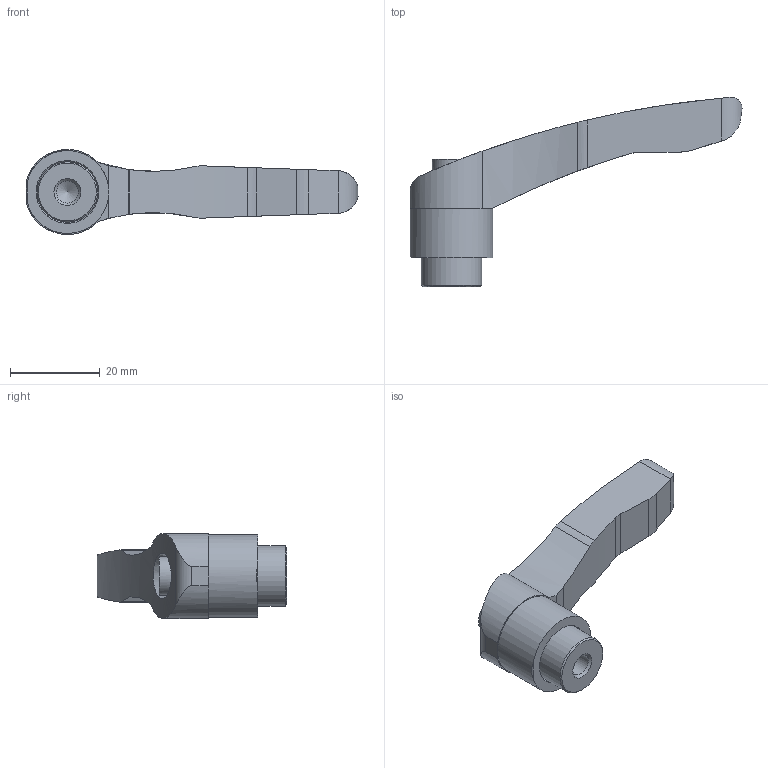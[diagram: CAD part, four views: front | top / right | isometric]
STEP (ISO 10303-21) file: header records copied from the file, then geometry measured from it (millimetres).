
FILE_DESCRIPTION( ( 'STEP AP214' ), '1' );
FILE_NAME( 'K0123.2061.stp', '2020-11-25T11:09:56', ( '' ), ( '' ), ' ', 'PARTsolutions', ' ' );
FILE_SCHEMA( ( 'AUTOMOTIVE_DESIGN { 1 0 10303 214 1 1 1 1 }' ) );
Length unit declared in the file: millimetre
Products named in the file (1): _K0123.2061
Bounding box: 74.14 x 42.28 x 19 mm (x, y, z)
Volume: 12422.8 mm3; surface area: 5121.2 mm2
Topology: 1 solids, 2 shells, 60 faces, 152 edges, 99 vertices
Faces by surface type: cylinder 39, plane 16, cone 5
Full cylindrical faces by diameter (mm): 4.917 x1, 5 x1, 8.6 x2, 13.5 x1, 14 x1, 18.5 x1
Entity records: 2473 total; most frequent: CARTESIAN_POINT 591, DIRECTION 293, ORIENTED_EDGE 272, EDGE_CURVE 136, AXIS2_PLACEMENT_3D 122, VERTEX_POINT 96, EDGE_LOOP 77, FACE_OUTER_BOUND 67
